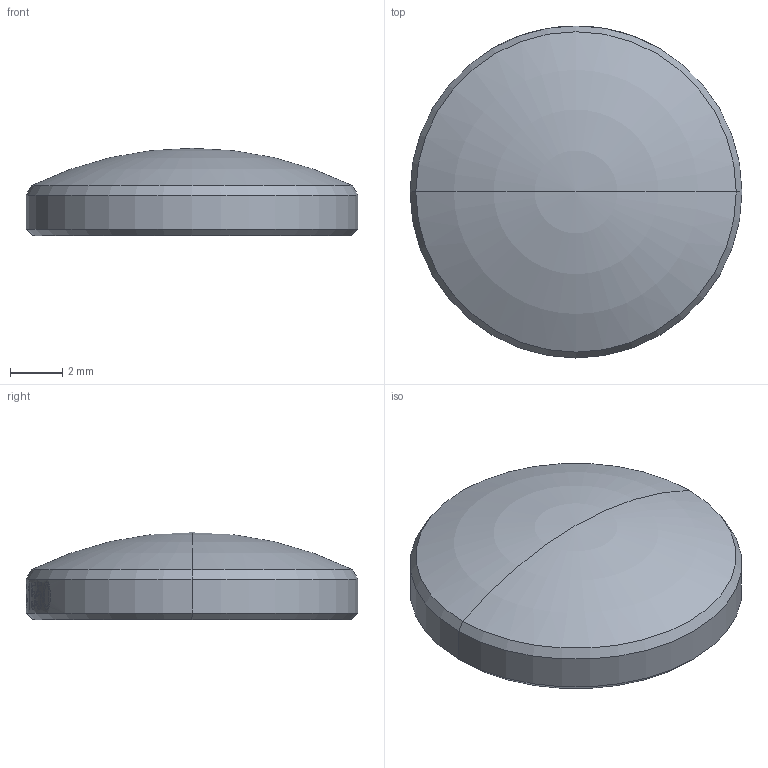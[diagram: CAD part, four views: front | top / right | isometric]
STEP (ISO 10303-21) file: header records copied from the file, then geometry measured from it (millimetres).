
FILE_DESCRIPTION (( 'STEP AP214' ), '1' );
FILE_NAME ('CTN015940-E0W.STEP', '2021-01-12T08:04:39', ( '' ), ( '' ), 'SwSTEP 2.0', 'SolidWorks 2018', '' );
FILE_SCHEMA (( 'AUTOMOTIVE_DESIGN' ));
Length unit declared in the file: inch
Products named in the file (1): CTN015940-E0W
Bounding box: 12.7 x 12.7 x 3.34 mm (x, y, z)
Volume: 325.3 mm3; surface area: 323.7 mm2
Topology: 1 solids, 1 shells, 25 faces, 147 edges, 138 vertices
Faces by surface type: cylinder 18, cone 4, torus 2, plane 1
Entity records: 2893 total; most frequent: CARTESIAN_POINT 1454, ORIENTED_EDGE 290, EDGE_CURVE 145, DIRECTION 139, VERTEX_POINT 138, B_SPLINE_CURVE_WITH_KNOTS 90, AXIS2_PLACEMENT_3D 58, EDGE_LOOP 41
